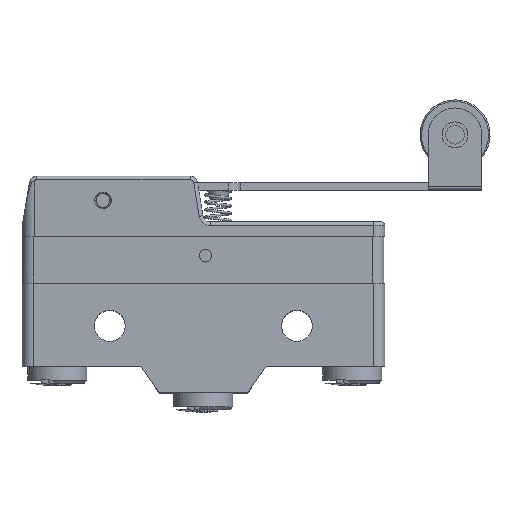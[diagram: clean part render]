
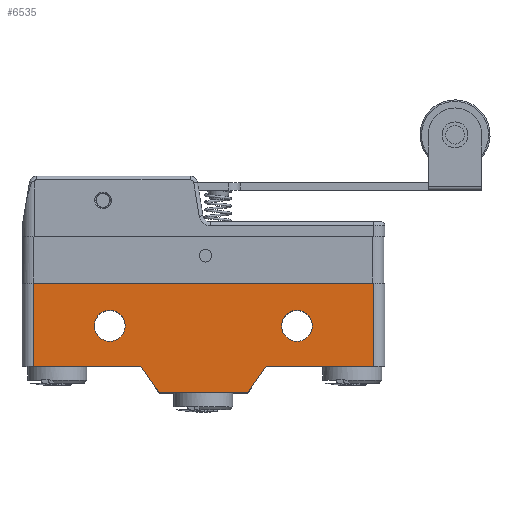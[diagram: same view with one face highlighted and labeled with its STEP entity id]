
A CAD part, top view. The second image highlights one B-rep face of the part: STEP entity #6535.
In plain terms, the highlighted planar face has unit normal (0, 0, 1).
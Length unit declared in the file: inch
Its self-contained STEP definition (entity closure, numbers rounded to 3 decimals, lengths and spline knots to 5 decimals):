
#10 = EDGE_CURVE ( 'NONE', #30604, #21947, #25689, .T. ) ;
#206 = CARTESIAN_POINT ( 'NONE',  ( 0.9685, 0.14173, 0.3435 ) ) ;
#441 = EDGE_CURVE ( 'NONE', #25191, #30604, #5262, .T. ) ;
#1017 = VECTOR ( 'NONE', #25104, 39.37008 ) ;
#1764 = CARTESIAN_POINT ( 'NONE',  ( 0.9685, 0.14173, 0.3435 ) ) ;
#2085 = LINE ( 'NONE', #12025, #26942 ) ;
#2086 = CARTESIAN_POINT ( 'NONE',  ( 0.90945, 0.14173, 0.3435 ) ) ;
#3014 = DIRECTION ( 'NONE',  ( 1., 0., 0. ) ) ;
#3736 = ORIENTED_EDGE ( 'NONE', *, *, #26070, .T. ) ;
#4062 = DIRECTION ( 'NONE',  ( 1., 0., 0. ) ) ;
#4409 = CIRCLE ( 'NONE', #16995, 0.08268 ) ;
#4758 = VERTEX_POINT ( 'NONE', #9311 ) ;
#5262 = LINE ( 'NONE', #27273, #10141 ) ;
#5275 = CARTESIAN_POINT ( 'NONE',  ( -0.33418, 0.14173, 0.3435 ) ) ;
#5967 = CARTESIAN_POINT ( 'NONE',  ( 0.90945, 0.14173, 0.3435 ) ) ;
#6535 = ADVANCED_FACE ( 'NONE', ( #30370, #22849, #20941 ), #29379, .F. ) ;
#7066 = VERTEX_POINT ( 'NONE', #5967 ) ;
#7619 = VERTEX_POINT ( 'NONE', #13134 ) ;
#8172 = ORIENTED_EDGE ( 'NONE', *, *, #15996, .F. ) ;
#9019 = CARTESIAN_POINT ( 'NONE',  ( 0.58268, 0.35827, 0.3435 ) ) ;
#9311 = CARTESIAN_POINT ( 'NONE',  ( -0.41732, 0.35827, 0.3435 ) ) ;
#10141 = VECTOR ( 'NONE', #24743, 39.37008 ) ;
#11066 = LINE ( 'NONE', #2086, #23929 ) ;
#11301 = VECTOR ( 'NONE', #14312, 39.37008 ) ;
#11332 = ORIENTED_EDGE ( 'NONE', *, *, #14261, .F. ) ;
#11454 = CARTESIAN_POINT ( 'NONE',  ( 0.5, 0.35827, 0.3435 ) ) ;
#11801 = DIRECTION ( 'NONE',  ( -0.569, 0.823, 0. ) ) ;
#11925 = DIRECTION ( 'NONE',  ( 0., -1., 0. ) ) ;
#12025 = CARTESIAN_POINT ( 'NONE',  ( -0.90945, 0.14173, 0.3435 ) ) ;
#12031 = AXIS2_PLACEMENT_3D ( 'NONE', #11454, #16120, #4062 ) ;
#12256 = ORIENTED_EDGE ( 'NONE', *, *, #30912, .F. ) ;
#13134 = CARTESIAN_POINT ( 'NONE',  ( -0.90945, 0.58661, 0.3435 ) ) ;
#13304 = ORIENTED_EDGE ( 'NONE', *, *, #21753, .F. ) ;
#13512 = EDGE_CURVE ( 'NONE', #20055, #7619, #2085, .T. ) ;
#14149 = CARTESIAN_POINT ( 'NONE',  ( -0.23622, 0., 0.3435 ) ) ;
#14261 = EDGE_CURVE ( 'NONE', #30726, #25191, #20269, .T. ) ;
#14312 = DIRECTION ( 'NONE',  ( -1., 0., 0. ) ) ;
#14385 = EDGE_LOOP ( 'NONE', ( #13304 ) ) ;
#15020 = CIRCLE ( 'NONE', #12031, 0.08268 ) ;
#15996 = EDGE_CURVE ( 'NONE', #21947, #20055, #17200, .T. ) ;
#16120 = DIRECTION ( 'NONE',  ( 0., 0., 1. ) ) ;
#16179 = AXIS2_PLACEMENT_3D ( 'NONE', #206, #29191, #16976 ) ;
#16188 = VECTOR ( 'NONE', #22977, 39.37008 ) ;
#16976 = DIRECTION ( 'NONE',  ( -1., 0., 0. ) ) ;
#16995 = AXIS2_PLACEMENT_3D ( 'NONE', #22548, #22458, #3014 ) ;
#17200 = LINE ( 'NONE', #1764, #22091 ) ;
#18245 = ORIENTED_EDGE ( 'NONE', *, *, #27995, .F. ) ;
#18921 = LINE ( 'NONE', #28148, #11301 ) ;
#19044 = VERTEX_POINT ( 'NONE', #28289 ) ;
#19071 = CARTESIAN_POINT ( 'NONE',  ( 0.23622, 0., 0.3435 ) ) ;
#19738 = CARTESIAN_POINT ( 'NONE',  ( 0.33511, 0.14173, 0.3435 ) ) ;
#20055 = VERTEX_POINT ( 'NONE', #20145 ) ;
#20145 = CARTESIAN_POINT ( 'NONE',  ( -0.90945, 0.14173, 0.3435 ) ) ;
#20269 = LINE ( 'NONE', #19738, #1017 ) ;
#20941 = FACE_BOUND ( 'NONE', #14385, .T. ) ;
#21176 = EDGE_LOOP ( 'NONE', ( #28498, #25375, #11332, #12256, #30515, #3736, #23927, #8172 ) ) ;
#21753 = EDGE_CURVE ( 'NONE', #30074, #30074, #15020, .T. ) ;
#21947 = VERTEX_POINT ( 'NONE', #5275 ) ;
#22091 = VECTOR ( 'NONE', #30523, 39.37008 ) ;
#22383 = EDGE_LOOP ( 'NONE', ( #18245 ) ) ;
#22458 = DIRECTION ( 'NONE',  ( 0., 0., 1. ) ) ;
#22548 = CARTESIAN_POINT ( 'NONE',  ( -0.5, 0.35827, 0.3435 ) ) ;
#22849 = FACE_OUTER_BOUND ( 'NONE', #21176, .T. ) ;
#22977 = DIRECTION ( 'NONE',  ( -1., 0., 0. ) ) ;
#23927 = ORIENTED_EDGE ( 'NONE', *, *, #13512, .F. ) ;
#23929 = VECTOR ( 'NONE', #11925, 39.37008 ) ;
#24338 = CARTESIAN_POINT ( 'NONE',  ( 0.33511, 0.14173, 0.3435 ) ) ;
#24506 = EDGE_CURVE ( 'NONE', #19044, #7066, #11066, .T. ) ;
#24743 = DIRECTION ( 'NONE',  ( -1., 0., 0. ) ) ;
#24865 = LINE ( 'NONE', #28212, #16188 ) ;
#25104 = DIRECTION ( 'NONE',  ( -0.572, -0.82, 0. ) ) ;
#25191 = VERTEX_POINT ( 'NONE', #19071 ) ;
#25375 = ORIENTED_EDGE ( 'NONE', *, *, #441, .F. ) ;
#25689 = LINE ( 'NONE', #14149, #26431 ) ;
#26070 = EDGE_CURVE ( 'NONE', #19044, #7619, #18921, .T. ) ;
#26431 = VECTOR ( 'NONE', #11801, 39.37008 ) ;
#26608 = DIRECTION ( 'NONE',  ( 0., 1., 0. ) ) ;
#26942 = VECTOR ( 'NONE', #26608, 39.37008 ) ;
#27273 = CARTESIAN_POINT ( 'NONE',  ( 0.9685, 0., 0.3435 ) ) ;
#27995 = EDGE_CURVE ( 'NONE', #4758, #4758, #4409, .T. ) ;
#28148 = CARTESIAN_POINT ( 'NONE',  ( -1.04331, 0.58661, 0.3435 ) ) ;
#28212 = CARTESIAN_POINT ( 'NONE',  ( 0.9685, 0.14173, 0.3435 ) ) ;
#28289 = CARTESIAN_POINT ( 'NONE',  ( 0.90945, 0.58661, 0.3435 ) ) ;
#28498 = ORIENTED_EDGE ( 'NONE', *, *, #10, .F. ) ;
#28653 = CARTESIAN_POINT ( 'NONE',  ( -0.23622, 0., 0.3435 ) ) ;
#29191 = DIRECTION ( 'NONE',  ( 0., 0., -1. ) ) ;
#29379 = PLANE ( 'NONE',  #16179 ) ;
#30074 = VERTEX_POINT ( 'NONE', #9019 ) ;
#30370 = FACE_BOUND ( 'NONE', #22383, .T. ) ;
#30515 = ORIENTED_EDGE ( 'NONE', *, *, #24506, .F. ) ;
#30523 = DIRECTION ( 'NONE',  ( -1., 0., 0. ) ) ;
#30604 = VERTEX_POINT ( 'NONE', #28653 ) ;
#30726 = VERTEX_POINT ( 'NONE', #24338 ) ;
#30912 = EDGE_CURVE ( 'NONE', #7066, #30726, #24865, .T. ) ;
